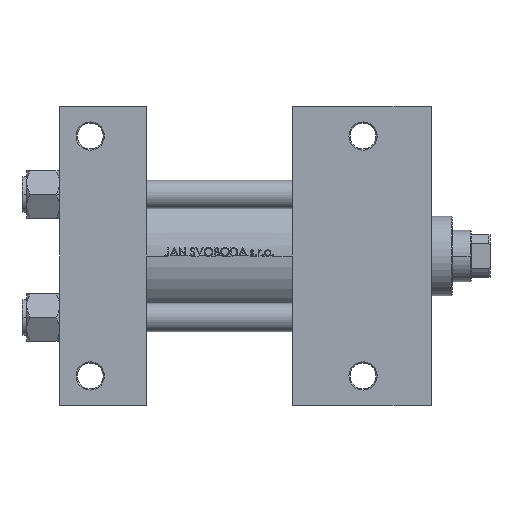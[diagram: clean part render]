
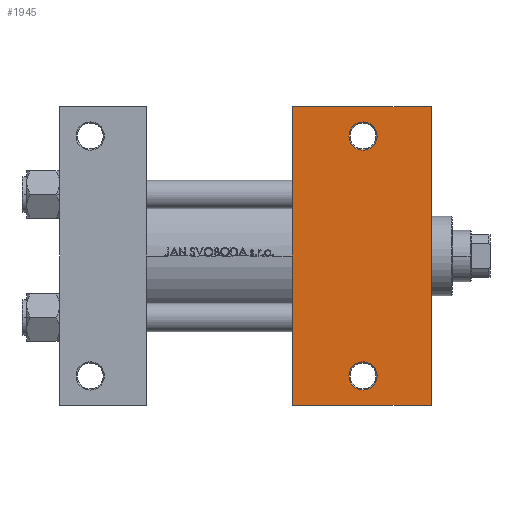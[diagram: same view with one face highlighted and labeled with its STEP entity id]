
A CAD part, front view. The second image highlights one B-rep face of the part: STEP entity #1945.
In plain terms, the highlighted face is planar.
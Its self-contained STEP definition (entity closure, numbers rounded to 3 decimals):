
#249 = VECTOR ( 'NONE', #32929, 1000. ) ;
#481 = ORIENTED_EDGE ( 'NONE', *, *, #47444, .T. ) ;
#808 = CIRCLE ( 'NONE', #14310, 5.999 ) ;
#1605 = CARTESIAN_POINT ( 'NONE',  ( 158., 37.5, -37.5 ) ) ;
#1622 = VERTEX_POINT ( 'NONE', #22053 ) ;
#1945 = ADVANCED_FACE ( 'NONE', ( #17500, #28396, #9809 ), #35573, .T. ) ;
#1952 = ORIENTED_EDGE ( 'NONE', *, *, #45628, .T. ) ;
#2206 = VERTEX_POINT ( 'NONE', #18115 ) ;
#4381 = EDGE_CURVE ( 'NONE', #28051, #1622, #30048, .T. ) ;
#4727 = DIRECTION ( 'NONE',  ( 0., 0., 1. ) ) ;
#5721 = CARTESIAN_POINT ( 'NONE',  ( 129., 51., -37.5 ) ) ;
#6848 = LINE ( 'NONE', #14562, #31770 ) ;
#7177 = CARTESIAN_POINT ( 'NONE',  ( 123., 51., -37.5 ) ) ;
#7834 = CIRCLE ( 'NONE', #45030, 5.999 ) ;
#7963 = CARTESIAN_POINT ( 'NONE',  ( 99., 63.5, -37.5 ) ) ;
#8213 = VERTEX_POINT ( 'NONE', #20327 ) ;
#8657 = DIRECTION ( 'NONE',  ( -1., 0., 0. ) ) ;
#9301 = DIRECTION ( 'NONE',  ( 0., 0., -1. ) ) ;
#9809 = FACE_OUTER_BOUND ( 'NONE', #12108, .T. ) ;
#10386 = LINE ( 'NONE', #40838, #249 ) ;
#11195 = CARTESIAN_POINT ( 'NONE',  ( 99., 63.5, -37.5 ) ) ;
#11426 = ORIENTED_EDGE ( 'NONE', *, *, #12954, .T. ) ;
#11903 = VECTOR ( 'NONE', #48902, 1000. ) ;
#12108 = EDGE_LOOP ( 'NONE', ( #19157, #32245, #481, #40821 ) ) ;
#12954 = EDGE_CURVE ( 'NONE', #8213, #2206, #808, .T. ) ;
#13230 = EDGE_CURVE ( 'NONE', #28051, #42581, #23126, .T. ) ;
#14310 = AXIS2_PLACEMENT_3D ( 'NONE', #25036, #16857, #21310 ) ;
#14562 = CARTESIAN_POINT ( 'NONE',  ( 99., -63.5, -37.5 ) ) ;
#14844 = AXIS2_PLACEMENT_3D ( 'NONE', #1605, #9301, #21211 ) ;
#16164 = CARTESIAN_POINT ( 'NONE',  ( 129., -51., -37.5 ) ) ;
#16857 = DIRECTION ( 'NONE',  ( 0., 0., 1. ) ) ;
#17500 = FACE_BOUND ( 'NONE', #33047, .T. ) ;
#18115 = CARTESIAN_POINT ( 'NONE',  ( 123., -51., -37.5 ) ) ;
#18397 = CARTESIAN_POINT ( 'NONE',  ( 158., -63.5, -37.5 ) ) ;
#19157 = ORIENTED_EDGE ( 'NONE', *, *, #13230, .F. ) ;
#19344 = EDGE_CURVE ( 'NONE', #46938, #42581, #6848, .T. ) ;
#20190 = VERTEX_POINT ( 'NONE', #7177 ) ;
#20327 = CARTESIAN_POINT ( 'NONE',  ( 134.999, -51., -37.5 ) ) ;
#21211 = DIRECTION ( 'NONE',  ( -1., 0., 0. ) ) ;
#21310 = DIRECTION ( 'NONE',  ( -1., 0., 0. ) ) ;
#22053 = CARTESIAN_POINT ( 'NONE',  ( 158., 63.5, -37.5 ) ) ;
#22470 = EDGE_CURVE ( 'NONE', #48557, #20190, #31099, .T. ) ;
#23126 = LINE ( 'NONE', #23367, #11903 ) ;
#23367 = CARTESIAN_POINT ( 'NONE',  ( 99., 37.5, -37.5 ) ) ;
#24841 = DIRECTION ( 'NONE',  ( -1., 0., 0. ) ) ;
#25036 = CARTESIAN_POINT ( 'NONE',  ( 129., -51., -37.5 ) ) ;
#26662 = DIRECTION ( 'NONE',  ( -1., 0., 0. ) ) ;
#28051 = VERTEX_POINT ( 'NONE', #11195 ) ;
#28396 = FACE_BOUND ( 'NONE', #39728, .T. ) ;
#28681 = CARTESIAN_POINT ( 'NONE',  ( 134.999, 51., -37.5 ) ) ;
#30048 = LINE ( 'NONE', #7963, #34549 ) ;
#30493 = DIRECTION ( 'NONE',  ( 0., 0., 1. ) ) ;
#30987 = CARTESIAN_POINT ( 'NONE',  ( 99., -63.5, -37.5 ) ) ;
#31099 = CIRCLE ( 'NONE', #42945, 5.999 ) ;
#31770 = VECTOR ( 'NONE', #26662, 1000. ) ;
#32240 = DIRECTION ( 'NONE',  ( 0., 0., 1. ) ) ;
#32245 = ORIENTED_EDGE ( 'NONE', *, *, #4381, .T. ) ;
#32719 = EDGE_CURVE ( 'NONE', #2206, #8213, #7834, .T. ) ;
#32929 = DIRECTION ( 'NONE',  ( 0., -1., 0. ) ) ;
#33047 = EDGE_LOOP ( 'NONE', ( #1952, #41823 ) ) ;
#34549 = VECTOR ( 'NONE', #38208, 1000. ) ;
#35573 = PLANE ( 'NONE',  #14844 ) ;
#35716 = ORIENTED_EDGE ( 'NONE', *, *, #32719, .T. ) ;
#38208 = DIRECTION ( 'NONE',  ( 1., 0., 0. ) ) ;
#39728 = EDGE_LOOP ( 'NONE', ( #35716, #11426 ) ) ;
#40602 = AXIS2_PLACEMENT_3D ( 'NONE', #42601, #30493, #8657 ) ;
#40821 = ORIENTED_EDGE ( 'NONE', *, *, #19344, .T. ) ;
#40838 = CARTESIAN_POINT ( 'NONE',  ( 158., 37.5, -37.5 ) ) ;
#41823 = ORIENTED_EDGE ( 'NONE', *, *, #22470, .T. ) ;
#42581 = VERTEX_POINT ( 'NONE', #30987 ) ;
#42601 = CARTESIAN_POINT ( 'NONE',  ( 129., 51., -37.5 ) ) ;
#42638 = DIRECTION ( 'NONE',  ( -1., 0., 0. ) ) ;
#42945 = AXIS2_PLACEMENT_3D ( 'NONE', #5721, #32240, #24841 ) ;
#45030 = AXIS2_PLACEMENT_3D ( 'NONE', #16164, #4727, #42638 ) ;
#45628 = EDGE_CURVE ( 'NONE', #20190, #48557, #48533, .T. ) ;
#46938 = VERTEX_POINT ( 'NONE', #18397 ) ;
#47444 = EDGE_CURVE ( 'NONE', #1622, #46938, #10386, .T. ) ;
#48533 = CIRCLE ( 'NONE', #40602, 5.999 ) ;
#48557 = VERTEX_POINT ( 'NONE', #28681 ) ;
#48902 = DIRECTION ( 'NONE',  ( 0., -1., 0. ) ) ;
